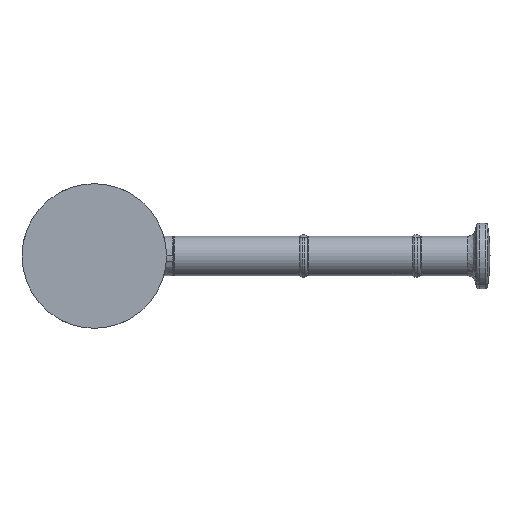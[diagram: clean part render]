
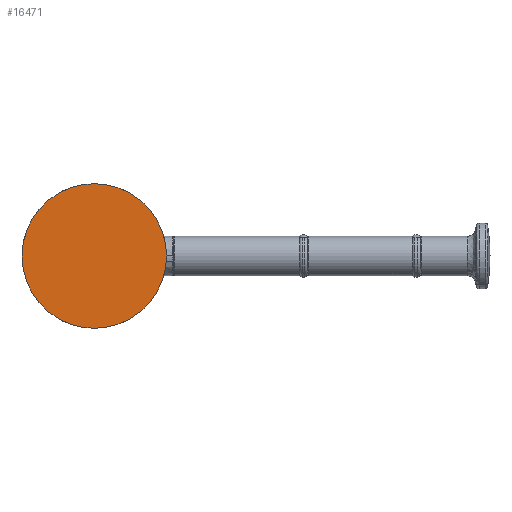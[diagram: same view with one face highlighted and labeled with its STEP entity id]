
A CAD part, left-side view. The second image highlights one B-rep face of the part: STEP entity #16471.
In plain terms, the highlighted face is planar.
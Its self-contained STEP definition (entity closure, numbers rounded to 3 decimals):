
#16356=DIRECTION(' ',(0.,-1.,0.));
#16361=CARTESIAN_POINT(' ',(-27.744,-11.882,-27.4));
#16366=DIRECTION(' ',(1.,0.,0.));
#16371=AXIS2_PLACEMENT_3D(' ',#16361,#16356,#16366);
#16376=PLANE('',#16371);
#16381=CARTESIAN_POINT(' ',(0.,-11.882,0.));
#16386=DIRECTION(' ',(0.,-1.,0.));
#16391=DIRECTION(' ',(0.,0.,-1.));
#16396=AXIS2_PLACEMENT_3D(' ',#16381,#16386,#16391);
#16401=CIRCLE('',#16396,27.4);
#16406=CARTESIAN_POINT(' ',(0.,-11.882,-27.4));
#16407=VERTEX_POINT(' ',#16406);
#16411=CARTESIAN_POINT(' ',(0.,-11.882,27.4));
#16412=VERTEX_POINT(' ',#16411);
#16416=EDGE_CURVE(' ',#16407,#16412,#16401,.T.);
#16421=ORIENTED_EDGE(' ',*,*,#16416,.T.);
#16426=CARTESIAN_POINT(' ',(0.,-11.882,0.));
#16431=DIRECTION(' ',(0.,-1.,0.));
#16436=DIRECTION(' ',(0.,0.,1.));
#16441=AXIS2_PLACEMENT_3D(' ',#16426,#16431,#16436);
#16446=CIRCLE('',#16441,27.4);
#16451=EDGE_CURVE(' ',#16412,#16407,#16446,.T.);
#16456=ORIENTED_EDGE(' ',*,*,#16451,.T.);
#16461=EDGE_LOOP(' ',(#16421,#16456));
#16466=FACE_OUTER_BOUND(' ',#16461,.T.);
#16471=ADVANCED_FACE('',(#16466),#16376,.T.);
